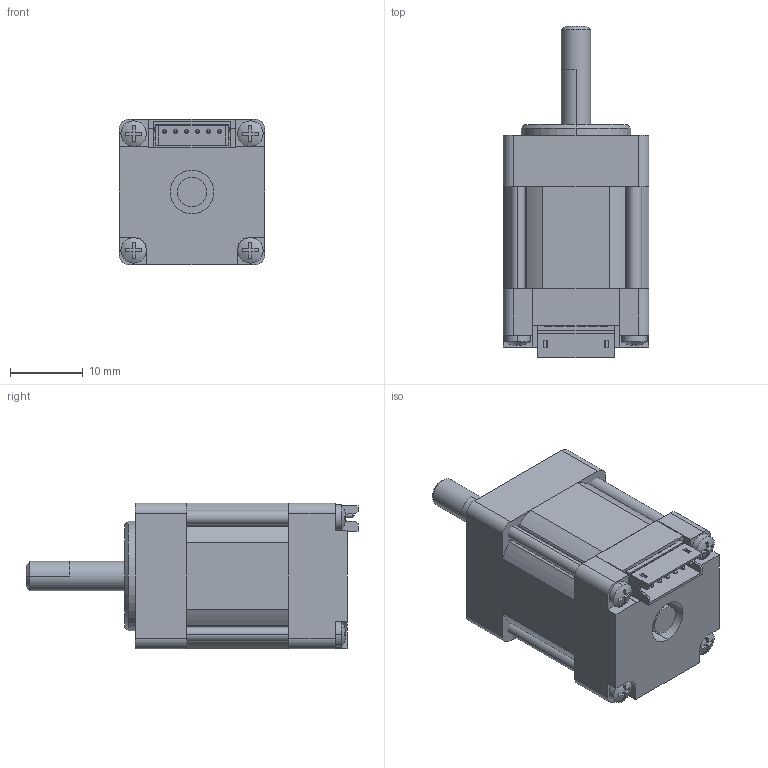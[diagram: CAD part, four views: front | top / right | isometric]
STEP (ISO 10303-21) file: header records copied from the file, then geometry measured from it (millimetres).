
FILE_DESCRIPTION((''),'2;1');
FILE_NAME('MS08HY1R4050_3D__ASM','2020-02-17T16:59:10',('MS05244'),(''),'CREO PARAMETRIC BY PTC INC, 2018100','CREO PARAMETRIC BY PTC INC, 2018100','');
FILE_SCHEMA(('CONFIG_CONTROL_DESIGN'));
Length unit declared in the file: millimetre
Products named in the file (12): _B6B-ZR_-_1_00; __2_2_0001; __2_1_0001; 100; _50001; _30001; __2_3_0001; _20001; _40001; _30002; MS08HY1R4050_ASM; MS08HY1R4050_3D__ASM
Assembly tree (11 placements, depth 3):
  MS08HY1R4050_3D__ASM
    MS08HY1R4050_ASM
      _B6B-ZR_-_1_00
      __2_2_0001
      __2_1_0001
      100
      _50001
      _30001
      __2_3_0001
      _20001
      _40001
      _30002
Bounding box: 20 x 45.5 x 20 mm (x, y, z)
Volume: 11178.9 mm3; surface area: 6665 mm2
Topology: 10 solids, 10 shells, 302 faces, 823 edges, 539 vertices
Faces by surface type: plane 172, cylinder 96, sphere 28, cone 6
Entity records: 9839 total; most frequent: DIRECTION 1775, CARTESIAN_POINT 1673, ORIENTED_EDGE 1598, EDGE_CURVE 799, AXIS2_PLACEMENT_3D 641, VERTEX_POINT 539, VECTOR 493, LINE 493
